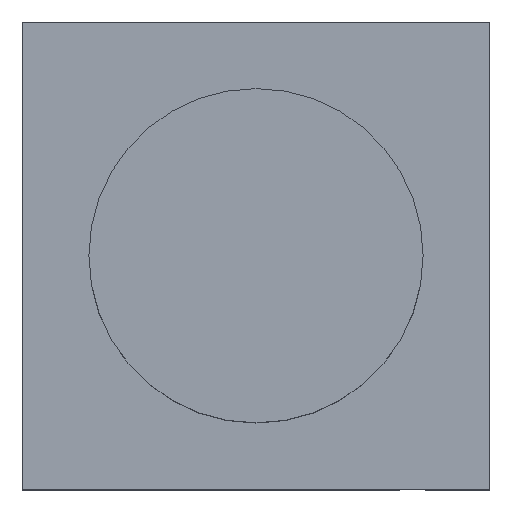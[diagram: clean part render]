
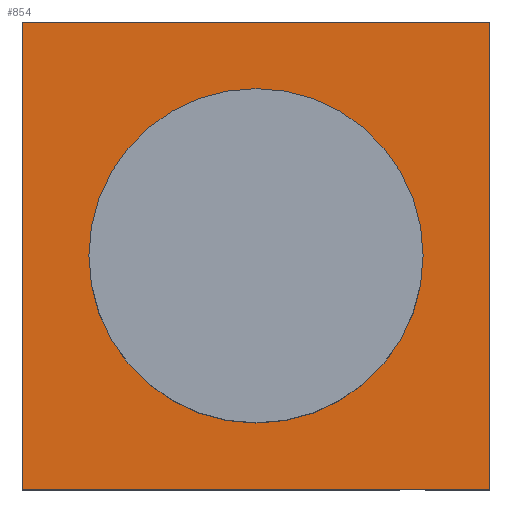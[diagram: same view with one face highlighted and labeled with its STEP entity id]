
A CAD part, top view. The second image highlights one B-rep face of the part: STEP entity #854.
In plain terms, the highlighted planar face has unit normal (0, 0, 1).
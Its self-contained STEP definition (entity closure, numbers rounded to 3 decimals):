
#16 = CARTESIAN_POINT ( 'NONE',  ( 14.24, -3.845, 3. ) ) ;
#29 = CARTESIAN_POINT ( 'NONE',  ( 19.24, -21.345, 3. ) ) ;
#44 = CARTESIAN_POINT ( 'NONE',  ( 19.24, 13.655, 3. ) ) ;
#45 = VECTOR ( 'NONE', #585, 1000. ) ;
#62 = ORIENTED_EDGE ( 'NONE', *, *, #630, .T. ) ;
#82 = VECTOR ( 'NONE', #254, 1000. ) ;
#93 = EDGE_CURVE ( 'NONE', #456, #525, #265, .T. ) ;
#112 = CARTESIAN_POINT ( 'NONE',  ( -15.76, -21.345, 3. ) ) ;
#123 = ORIENTED_EDGE ( 'NONE', *, *, #551, .F. ) ;
#137 = EDGE_LOOP ( 'NONE', ( #239, #123 ) ) ;
#167 = EDGE_CURVE ( 'NONE', #536, #545, #807, .T. ) ;
#194 = VERTEX_POINT ( 'NONE', #377 ) ;
#197 = PLANE ( 'NONE',  #482 ) ;
#233 = DIRECTION ( 'NONE',  ( 1., 0., 0. ) ) ;
#239 = ORIENTED_EDGE ( 'NONE', *, *, #444, .F. ) ;
#249 = ORIENTED_EDGE ( 'NONE', *, *, #93, .T. ) ;
#250 = DIRECTION ( 'NONE',  ( 1., 0., 0. ) ) ;
#254 = DIRECTION ( 'NONE',  ( 0., -1., 0. ) ) ;
#263 = CARTESIAN_POINT ( 'NONE',  ( 0., 0., 3. ) ) ;
#264 = CARTESIAN_POINT ( 'NONE',  ( -15.76, 13.655, 3. ) ) ;
#265 = LINE ( 'NONE', #264, #82 ) ;
#288 = AXIS2_PLACEMENT_3D ( 'NONE', #631, #851, #250 ) ;
#290 = ORIENTED_EDGE ( 'NONE', *, *, #167, .T. ) ;
#292 = DIRECTION ( 'NONE',  ( 0., 0., 1. ) ) ;
#353 = VERTEX_POINT ( 'NONE', #16 ) ;
#373 = CIRCLE ( 'NONE', #778, 12.5 ) ;
#377 = CARTESIAN_POINT ( 'NONE',  ( -10.76, -3.845, 3. ) ) ;
#404 = EDGE_LOOP ( 'NONE', ( #249, #62, #290, #574 ) ) ;
#444 = EDGE_CURVE ( 'NONE', #194, #353, #373, .T. ) ;
#453 = DIRECTION ( 'NONE',  ( -1., 0., 0. ) ) ;
#456 = VERTEX_POINT ( 'NONE', #759 ) ;
#482 = AXIS2_PLACEMENT_3D ( 'NONE', #263, #867, #875 ) ;
#523 = CARTESIAN_POINT ( 'NONE',  ( -15.76, 13.655, 3. ) ) ;
#525 = VERTEX_POINT ( 'NONE', #646 ) ;
#536 = VERTEX_POINT ( 'NONE', #29 ) ;
#545 = VERTEX_POINT ( 'NONE', #634 ) ;
#551 = EDGE_CURVE ( 'NONE', #353, #194, #673, .T. ) ;
#574 = ORIENTED_EDGE ( 'NONE', *, *, #689, .T. ) ;
#580 = DIRECTION ( 'NONE',  ( 1., 0., 0. ) ) ;
#585 = DIRECTION ( 'NONE',  ( 0., 1., 0. ) ) ;
#621 = VECTOR ( 'NONE', #453, 1000. ) ;
#622 = CARTESIAN_POINT ( 'NONE',  ( 1.74, -3.845, 3. ) ) ;
#630 = EDGE_CURVE ( 'NONE', #525, #536, #757, .T. ) ;
#631 = CARTESIAN_POINT ( 'NONE',  ( 1.74, -3.845, 3. ) ) ;
#634 = CARTESIAN_POINT ( 'NONE',  ( 19.24, 13.655, 3. ) ) ;
#646 = CARTESIAN_POINT ( 'NONE',  ( -15.76, -21.345, 3. ) ) ;
#649 = FACE_BOUND ( 'NONE', #137, .T. ) ;
#673 = CIRCLE ( 'NONE', #288, 12.5 ) ;
#689 = EDGE_CURVE ( 'NONE', #545, #456, #802, .T. ) ;
#757 = LINE ( 'NONE', #112, #864 ) ;
#759 = CARTESIAN_POINT ( 'NONE',  ( -15.76, 13.655, 3. ) ) ;
#778 = AXIS2_PLACEMENT_3D ( 'NONE', #622, #292, #233 ) ;
#802 = LINE ( 'NONE', #523, #621 ) ;
#807 = LINE ( 'NONE', #44, #45 ) ;
#812 = FACE_OUTER_BOUND ( 'NONE', #404, .T. ) ;
#851 = DIRECTION ( 'NONE',  ( 0., 0., 1. ) ) ;
#854 = ADVANCED_FACE ( 'NONE', ( #649, #812 ), #197, .T. ) ;
#864 = VECTOR ( 'NONE', #580, 1000. ) ;
#867 = DIRECTION ( 'NONE',  ( 0., 0., 1. ) ) ;
#875 = DIRECTION ( 'NONE',  ( 1., 0., 0. ) ) ;
